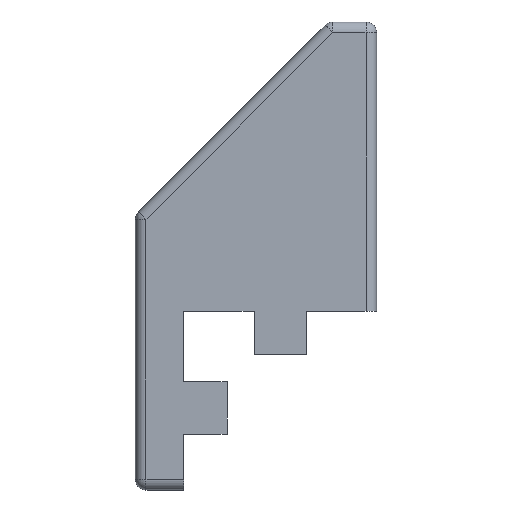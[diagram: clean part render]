
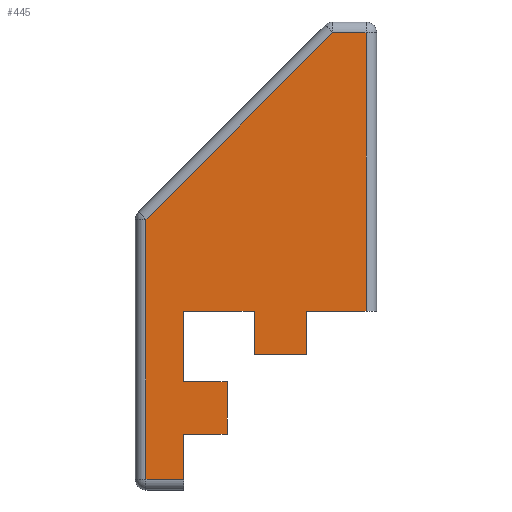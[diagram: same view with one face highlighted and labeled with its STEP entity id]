
A CAD part, left-side view. The second image highlights one B-rep face of the part: STEP entity #445.
In plain terms, the highlighted planar face has unit normal (-1, 0, 0).
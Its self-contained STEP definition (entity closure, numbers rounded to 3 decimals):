
#4 = ORIENTED_EDGE ( 'NONE', *, *, #2687, .T. ) ;
#10 = LINE ( 'NONE', #2207, #2305 ) ;
#34 = ORIENTED_EDGE ( 'NONE', *, *, #425, .T. ) ;
#38 = CARTESIAN_POINT ( 'NONE',  ( 126., 10., 2.7 ) ) ;
#52 = ORIENTED_EDGE ( 'NONE', *, *, #533, .T. ) ;
#56 = VERTEX_POINT ( 'NONE', #2747 ) ;
#59 = VERTEX_POINT ( 'NONE', #1026 ) ;
#74 = CARTESIAN_POINT ( 'NONE',  ( 126., 2.7, 5.5 ) ) ;
#87 = LINE ( 'NONE', #1910, #1841 ) ;
#121 = EDGE_CURVE ( 'NONE', #1495, #56, #620, .T. ) ;
#131 = ORIENTED_EDGE ( 'NONE', *, *, #784, .T. ) ;
#211 = DIRECTION ( 'NONE',  ( 0., 0.707, -0.707 ) ) ;
#217 = EDGE_LOOP ( 'NONE', ( #1300, #1946, #2036, #2268, #2111, #932, #131, #1745, #52, #750, #1374, #1382, #4, #34, #944 ) ) ;
#280 = CARTESIAN_POINT ( 'NONE',  ( 126., -8.9, 38.9 ) ) ;
#289 = CARTESIAN_POINT ( 'NONE',  ( 126., -8.9, 0. ) ) ;
#329 = VERTEX_POINT ( 'NONE', #539 ) ;
#380 = CARTESIAN_POINT ( 'NONE',  ( 126., 10., 2.7 ) ) ;
#393 = DIRECTION ( 'NONE',  ( 0., -1., 0. ) ) ;
#418 = CARTESIAN_POINT ( 'NONE',  ( 126., 0., 0. ) ) ;
#425 = EDGE_CURVE ( 'NONE', #2793, #2414, #2168, .T. ) ;
#445 = ADVANCED_FACE ( 'NONE', ( #1963 ), #1741, .F. ) ;
#459 = CARTESIAN_POINT ( 'NONE',  ( 126., 10., 2.7 ) ) ;
#484 = CARTESIAN_POINT ( 'NONE',  ( 126., 10., -2.7 ) ) ;
#492 = VERTEX_POINT ( 'NONE', #903 ) ;
#494 = VECTOR ( 'NONE', #2059, 1000. ) ;
#502 = VECTOR ( 'NONE', #211, 1000. ) ;
#518 = EDGE_CURVE ( 'NONE', #1708, #859, #2444, .T. ) ;
#533 = EDGE_CURVE ( 'NONE', #2561, #1145, #2213, .T. ) ;
#536 = VECTOR ( 'NONE', #668, 1000. ) ;
#539 = CARTESIAN_POINT ( 'NONE',  ( 126., 2.7, 10. ) ) ;
#565 = CARTESIAN_POINT ( 'NONE',  ( 126., 13.9, -7.4 ) ) ;
#594 = VECTOR ( 'NONE', #1476, 1000. ) ;
#598 = LINE ( 'NONE', #2135, #594 ) ;
#616 = DIRECTION ( 'NONE',  ( 0., -1., 0. ) ) ;
#620 = LINE ( 'NONE', #1733, #1048 ) ;
#668 = DIRECTION ( 'NONE',  ( 0., -1., 0. ) ) ;
#681 = VECTOR ( 'NONE', #2681, 1000. ) ;
#698 = DIRECTION ( 'NONE',  ( 0., 0., 1. ) ) ;
#719 = LINE ( 'NONE', #459, #1203 ) ;
#750 = ORIENTED_EDGE ( 'NONE', *, *, #2668, .T. ) ;
#784 = EDGE_CURVE ( 'NONE', #859, #492, #2491, .T. ) ;
#789 = DIRECTION ( 'NONE',  ( 0., 0., -1. ) ) ;
#859 = VERTEX_POINT ( 'NONE', #1659 ) ;
#870 = EDGE_CURVE ( 'NONE', #492, #2561, #1212, .T. ) ;
#903 = CARTESIAN_POINT ( 'NONE',  ( 126., 10., -2.7 ) ) ;
#930 = DIRECTION ( 'NONE',  ( 0., 1., 0. ) ) ;
#932 = ORIENTED_EDGE ( 'NONE', *, *, #518, .T. ) ;
#944 = ORIENTED_EDGE ( 'NONE', *, *, #2247, .T. ) ;
#958 = VECTOR ( 'NONE', #698, 1000. ) ;
#1026 = CARTESIAN_POINT ( 'NONE',  ( 126., 13.9, 19.544 ) ) ;
#1048 = VECTOR ( 'NONE', #393, 1000. ) ;
#1118 = EDGE_CURVE ( 'NONE', #56, #2723, #1411, .T. ) ;
#1119 = CARTESIAN_POINT ( 'NONE',  ( 126., 5.5, -2.7 ) ) ;
#1145 = VERTEX_POINT ( 'NONE', #1609 ) ;
#1203 = VECTOR ( 'NONE', #930, 1000. ) ;
#1212 = LINE ( 'NONE', #2794, #2022 ) ;
#1298 = CARTESIAN_POINT ( 'NONE',  ( 126., -5.456, 38.9 ) ) ;
#1300 = ORIENTED_EDGE ( 'NONE', *, *, #121, .T. ) ;
#1311 = DIRECTION ( 'NONE',  ( 1., 0., 0. ) ) ;
#1320 = EDGE_CURVE ( 'NONE', #2723, #1372, #2531, .T. ) ;
#1331 = CARTESIAN_POINT ( 'NONE',  ( 126., 16.722, 16.722 ) ) ;
#1372 = VERTEX_POINT ( 'NONE', #1298 ) ;
#1374 = ORIENTED_EDGE ( 'NONE', *, *, #1541, .T. ) ;
#1382 = ORIENTED_EDGE ( 'NONE', *, *, #1794, .T. ) ;
#1391 = DIRECTION ( 'NONE',  ( 0., 0., -1. ) ) ;
#1411 = LINE ( 'NONE', #289, #494 ) ;
#1437 = CARTESIAN_POINT ( 'NONE',  ( 126., 0., 38.9 ) ) ;
#1455 = LINE ( 'NONE', #380, #2800 ) ;
#1476 = DIRECTION ( 'NONE',  ( 0., -1., 0. ) ) ;
#1484 = DIRECTION ( 'NONE',  ( 0., -1., 0. ) ) ;
#1495 = VERTEX_POINT ( 'NONE', #2178 ) ;
#1521 = VECTOR ( 'NONE', #1586, 1000. ) ;
#1541 = EDGE_CURVE ( 'NONE', #2650, #2579, #1455, .T. ) ;
#1560 = EDGE_CURVE ( 'NONE', #59, #1708, #87, .T. ) ;
#1586 = DIRECTION ( 'NONE',  ( 0., 0., 1. ) ) ;
#1609 = CARTESIAN_POINT ( 'NONE',  ( 126., 5.5, 2.7 ) ) ;
#1645 = AXIS2_PLACEMENT_3D ( 'NONE', #418, #1311, #2181 ) ;
#1659 = CARTESIAN_POINT ( 'NONE',  ( 126., 10., -7.4 ) ) ;
#1708 = VERTEX_POINT ( 'NONE', #565 ) ;
#1733 = CARTESIAN_POINT ( 'NONE',  ( 126., -2.7, 10. ) ) ;
#1741 = PLANE ( 'NONE',  #1645 ) ;
#1745 = ORIENTED_EDGE ( 'NONE', *, *, #870, .T. ) ;
#1794 = EDGE_CURVE ( 'NONE', #2579, #329, #598, .T. ) ;
#1841 = VECTOR ( 'NONE', #789, 1000. ) ;
#1910 = CARTESIAN_POINT ( 'NONE',  ( 126., 13.9, 0. ) ) ;
#1946 = ORIENTED_EDGE ( 'NONE', *, *, #1118, .T. ) ;
#1963 = FACE_OUTER_BOUND ( 'NONE', #217, .T. ) ;
#2022 = VECTOR ( 'NONE', #1484, 1000. ) ;
#2036 = ORIENTED_EDGE ( 'NONE', *, *, #1320, .T. ) ;
#2059 = DIRECTION ( 'NONE',  ( 0., 0., 1. ) ) ;
#2111 = ORIENTED_EDGE ( 'NONE', *, *, #1560, .T. ) ;
#2124 = EDGE_CURVE ( 'NONE', #1372, #59, #2692, .T. ) ;
#2135 = CARTESIAN_POINT ( 'NONE',  ( 126., 10., 10. ) ) ;
#2168 = LINE ( 'NONE', #2372, #2612 ) ;
#2178 = CARTESIAN_POINT ( 'NONE',  ( 126., -2.7, 10. ) ) ;
#2181 = DIRECTION ( 'NONE',  ( 0., 0., -1. ) ) ;
#2207 = CARTESIAN_POINT ( 'NONE',  ( 126., 2.7, 5.5 ) ) ;
#2213 = LINE ( 'NONE', #1119, #958 ) ;
#2236 = CARTESIAN_POINT ( 'NONE',  ( 126., -2.7, 5.5 ) ) ;
#2247 = EDGE_CURVE ( 'NONE', #2414, #1495, #2472, .T. ) ;
#2257 = DIRECTION ( 'NONE',  ( 0., 0., 1. ) ) ;
#2268 = ORIENTED_EDGE ( 'NONE', *, *, #2124, .T. ) ;
#2305 = VECTOR ( 'NONE', #1391, 1000. ) ;
#2313 = DIRECTION ( 'NONE',  ( 0., 1., 0. ) ) ;
#2359 = CARTESIAN_POINT ( 'NONE',  ( 126., 5.5, -2.7 ) ) ;
#2372 = CARTESIAN_POINT ( 'NONE',  ( 126., 2.7, 5.5 ) ) ;
#2414 = VERTEX_POINT ( 'NONE', #2657 ) ;
#2444 = LINE ( 'NONE', #2480, #536 ) ;
#2472 = LINE ( 'NONE', #2236, #1521 ) ;
#2480 = CARTESIAN_POINT ( 'NONE',  ( 126., 0., -7.4 ) ) ;
#2491 = LINE ( 'NONE', #484, #681 ) ;
#2531 = LINE ( 'NONE', #1437, #2665 ) ;
#2561 = VERTEX_POINT ( 'NONE', #2359 ) ;
#2579 = VERTEX_POINT ( 'NONE', #2833 ) ;
#2612 = VECTOR ( 'NONE', #616, 1000. ) ;
#2650 = VERTEX_POINT ( 'NONE', #38 ) ;
#2657 = CARTESIAN_POINT ( 'NONE',  ( 126., -2.7, 5.5 ) ) ;
#2665 = VECTOR ( 'NONE', #2313, 1000. ) ;
#2668 = EDGE_CURVE ( 'NONE', #1145, #2650, #719, .T. ) ;
#2681 = DIRECTION ( 'NONE',  ( 0., 0., 1. ) ) ;
#2687 = EDGE_CURVE ( 'NONE', #329, #2793, #10, .T. ) ;
#2692 = LINE ( 'NONE', #1331, #502 ) ;
#2723 = VERTEX_POINT ( 'NONE', #280 ) ;
#2747 = CARTESIAN_POINT ( 'NONE',  ( 126., -8.9, 10. ) ) ;
#2793 = VERTEX_POINT ( 'NONE', #74 ) ;
#2794 = CARTESIAN_POINT ( 'NONE',  ( 126., 10., -2.7 ) ) ;
#2800 = VECTOR ( 'NONE', #2257, 1000. ) ;
#2833 = CARTESIAN_POINT ( 'NONE',  ( 126., 10., 10. ) ) ;
